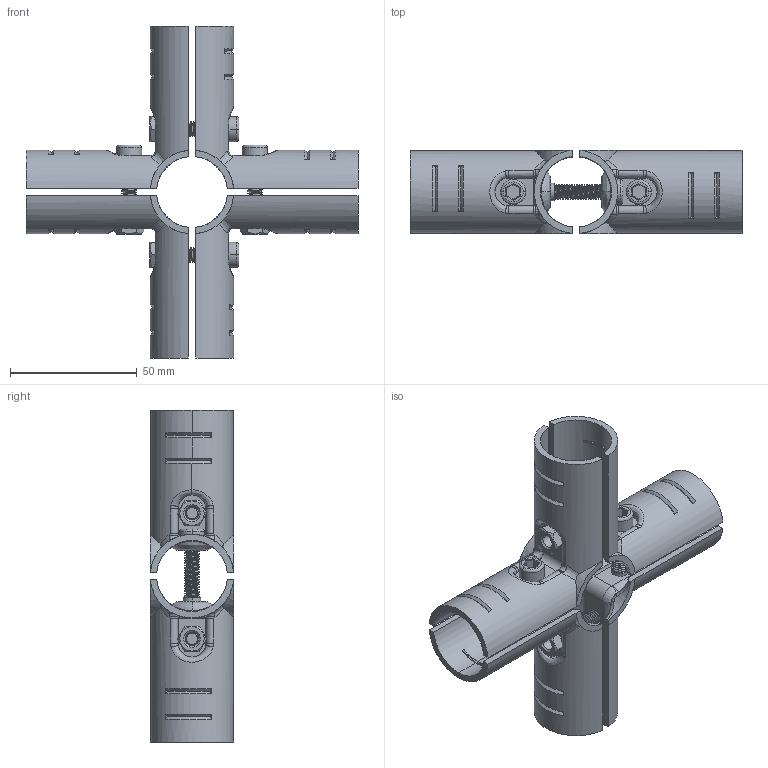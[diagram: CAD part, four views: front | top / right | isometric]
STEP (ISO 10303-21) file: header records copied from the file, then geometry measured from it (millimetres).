
FILE_DESCRIPTION (( 'STEP AP214' ), '1' );
FILE_NAME ('B299 Ñîåäèíèòåëü òðóáíûé, Ô28, 5B.STEP', '2023-11-09T08:50:08', ( '' ), ( '' ), 'SwSTEP 2.0', 'SolidWorks 2022', '' );
FILE_SCHEMA (( 'AUTOMOTIVE_DESIGN' ));
Length unit declared in the file: millimetre
Products named in the file (1): B299 Соединитель трубный, Ф28, 5B
Bounding box: 131 x 33 x 131 mm (x, y, z)
Volume: 53202.8 mm3; surface area: 49016.5 mm2
Topology: 12 solids, 12 shells, 860 faces, 2240 edges, 1432 vertices
Faces by surface type: cylinder 348, bspline 204, plane 200, cone 68, torus 40
Entity records: 60781 total; most frequent: CARTESIAN_POINT 42229, ORIENTED_EDGE 4480, DIRECTION 2866, EDGE_CURVE 2240, VERTEX_POINT 1432, AXIS2_PLACEMENT_3D 1085, B_SPLINE_CURVE_WITH_KNOTS 1052, EDGE_LOOP 912
